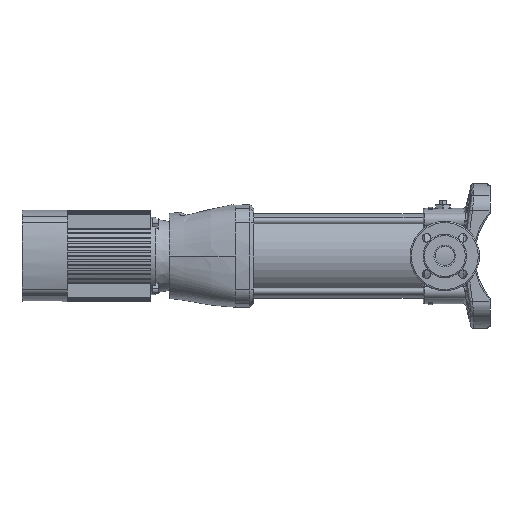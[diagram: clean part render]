
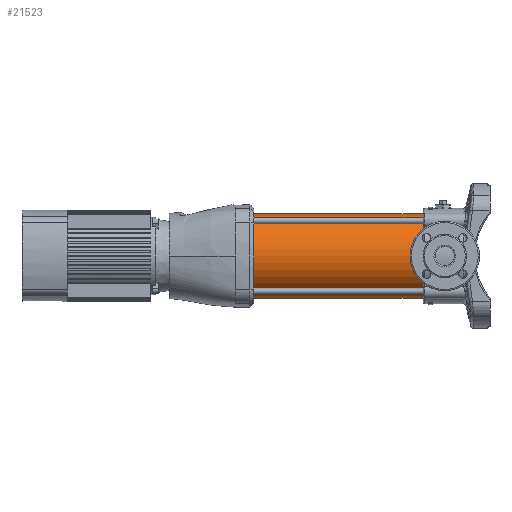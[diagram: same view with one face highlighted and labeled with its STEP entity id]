
A CAD part, left-side view. The second image highlights one B-rep face of the part: STEP entity #21523.
In plain terms, the highlighted cylindrical face has radius 70 mm (diameter 140 mm), a partial arc.
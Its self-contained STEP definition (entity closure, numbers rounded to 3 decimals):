
#2678 = VECTOR ( 'NONE', #21631, 1000. ) ;
#2984 = EDGE_CURVE ( 'NONE', #54238, #23868, #42326, .T. ) ;
#3683 = DIRECTION ( 'NONE',  ( 0., -1., 0. ) ) ;
#3961 = AXIS2_PLACEMENT_3D ( 'NONE', #47493, #64495, #42968 ) ;
#5065 = CARTESIAN_POINT ( 'NONE',  ( 0., 111., -70. ) ) ;
#5131 = AXIS2_PLACEMENT_3D ( 'NONE', #23412, #65432, #55699 ) ;
#6919 = VECTOR ( 'NONE', #31940, 1000. ) ;
#10279 = ORIENTED_EDGE ( 'NONE', *, *, #19770, .T. ) ;
#19770 = EDGE_CURVE ( 'NONE', #23868, #29059, #28397, .T. ) ;
#20252 = CARTESIAN_POINT ( 'NONE',  ( 0., 392., 70. ) ) ;
#21523 = ADVANCED_FACE ( 'NONE', ( #66850 ), #61280, .T. ) ;
#21631 = DIRECTION ( 'NONE',  ( 0., -1., 0. ) ) ;
#22130 = CARTESIAN_POINT ( 'NONE',  ( 0., 111., 70. ) ) ;
#23412 = CARTESIAN_POINT ( 'NONE',  ( 0., 111., 0. ) ) ;
#23791 = DIRECTION ( 'NONE',  ( 0., 0., -1. ) ) ;
#23868 = VERTEX_POINT ( 'NONE', #5065 ) ;
#24134 = CARTESIAN_POINT ( 'NONE',  ( 0., 392., 0. ) ) ;
#26574 = ORIENTED_EDGE ( 'NONE', *, *, #29018, .F. ) ;
#28334 = EDGE_LOOP ( 'NONE', ( #61706, #26574, #29865, #10279 ) ) ;
#28397 = CIRCLE ( 'NONE', #5131, 70. ) ;
#29018 = EDGE_CURVE ( 'NONE', #54238, #30067, #37161, .T. ) ;
#29059 = VERTEX_POINT ( 'NONE', #22130 ) ;
#29865 = ORIENTED_EDGE ( 'NONE', *, *, #2984, .T. ) ;
#30067 = VERTEX_POINT ( 'NONE', #63660 ) ;
#31940 = DIRECTION ( 'NONE',  ( 0., -1., 0. ) ) ;
#35570 = CARTESIAN_POINT ( 'NONE',  ( 0., 392., -70. ) ) ;
#37161 = CIRCLE ( 'NONE', #3961, 70. ) ;
#41740 = AXIS2_PLACEMENT_3D ( 'NONE', #24134, #3683, #23791 ) ;
#42326 = LINE ( 'NONE', #43023, #6919 ) ;
#42968 = DIRECTION ( 'NONE',  ( 0., 0., 1. ) ) ;
#43023 = CARTESIAN_POINT ( 'NONE',  ( 0., 392., -70. ) ) ;
#44641 = EDGE_CURVE ( 'NONE', #30067, #29059, #57737, .T. ) ;
#47493 = CARTESIAN_POINT ( 'NONE',  ( 0., 392., 0. ) ) ;
#54238 = VERTEX_POINT ( 'NONE', #35570 ) ;
#55699 = DIRECTION ( 'NONE',  ( 0., 0., 1. ) ) ;
#57737 = LINE ( 'NONE', #20252, #2678 ) ;
#61280 = CYLINDRICAL_SURFACE ( 'NONE', #41740, 70. ) ;
#61706 = ORIENTED_EDGE ( 'NONE', *, *, #44641, .F. ) ;
#63660 = CARTESIAN_POINT ( 'NONE',  ( 0., 392., 70. ) ) ;
#64495 = DIRECTION ( 'NONE',  ( 0., 1., 0. ) ) ;
#65432 = DIRECTION ( 'NONE',  ( 0., 1., 0. ) ) ;
#66850 = FACE_OUTER_BOUND ( 'NONE', #28334, .T. ) ;
